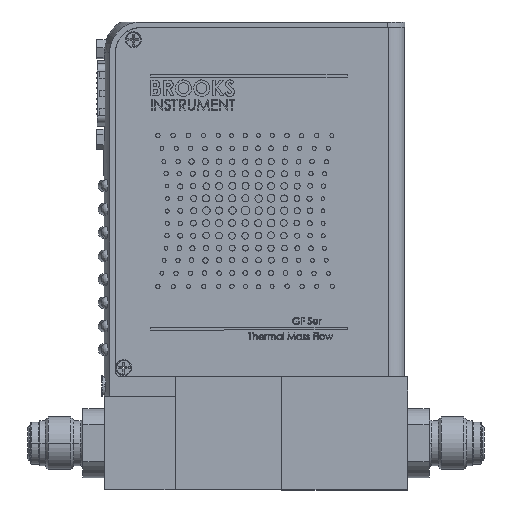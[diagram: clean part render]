
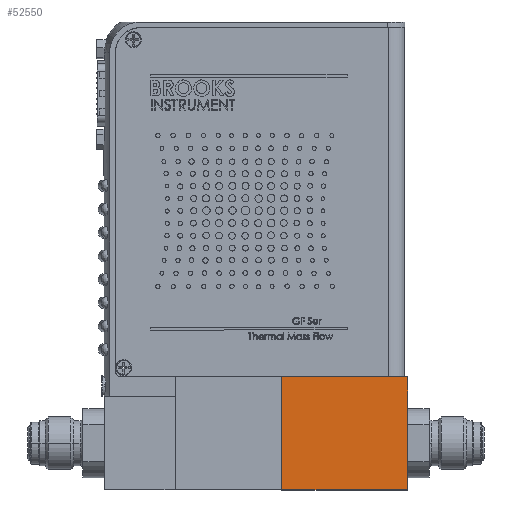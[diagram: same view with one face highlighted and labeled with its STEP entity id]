
A CAD part, top view. The second image highlights one B-rep face of the part: STEP entity #52550.
In plain terms, the highlighted planar face has unit normal (0, 0, 1).
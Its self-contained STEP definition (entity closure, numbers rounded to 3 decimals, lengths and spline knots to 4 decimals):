
#1472 = CARTESIAN_POINT ( 'NONE',  ( -0.3191, 1.0253, 0.56 ) ) ;
#1727 = DIRECTION ( 'NONE',  ( 1., 0., 0. ) ) ;
#3614 = VECTOR ( 'NONE', #28931, 39.3701 ) ;
#4529 = LINE ( 'NONE', #59001, #62886 ) ;
#4729 = AXIS2_PLACEMENT_3D ( 'NONE', #67797, #32855, #73690 ) ;
#5364 = EDGE_CURVE ( 'NONE', #30195, #47601, #11809, .T. ) ;
#11809 = LINE ( 'NONE', #26735, #58364 ) ;
#17338 = ORIENTED_EDGE ( 'NONE', *, *, #49556, .F. ) ;
#18056 = CARTESIAN_POINT ( 'NONE',  ( 1.0259, -0.1817, 0.56 ) ) ;
#19002 = LINE ( 'NONE', #52169, #3614 ) ;
#19368 = CARTESIAN_POINT ( 'NONE',  ( -0.3191, 1.0253, 0.56 ) ) ;
#21117 = PLANE ( 'NONE',  #4729 ) ;
#26735 = CARTESIAN_POINT ( 'NONE',  ( -0.3191, 1.0253, 0.56 ) ) ;
#28931 = DIRECTION ( 'NONE',  ( 1., 0., 0. ) ) ;
#30195 = VERTEX_POINT ( 'NONE', #19368 ) ;
#31434 = FACE_OUTER_BOUND ( 'NONE', #65991, .T. ) ;
#32183 = ORIENTED_EDGE ( 'NONE', *, *, #61335, .T. ) ;
#32557 = CARTESIAN_POINT ( 'NONE',  ( -0.3191, -0.1817, 0.56 ) ) ;
#32855 = DIRECTION ( 'NONE',  ( 0., 0., -1. ) ) ;
#33187 = VERTEX_POINT ( 'NONE', #18056 ) ;
#34874 = ORIENTED_EDGE ( 'NONE', *, *, #5364, .T. ) ;
#35753 = DIRECTION ( 'NONE',  ( 0., -1., 0. ) ) ;
#40158 = VERTEX_POINT ( 'NONE', #43310 ) ;
#43310 = CARTESIAN_POINT ( 'NONE',  ( 1.0259, 1.0253, 0.56 ) ) ;
#46865 = ORIENTED_EDGE ( 'NONE', *, *, #64284, .F. ) ;
#47601 = VERTEX_POINT ( 'NONE', #32557 ) ;
#49556 = EDGE_CURVE ( 'NONE', #40158, #33187, #4529, .T. ) ;
#51521 = VECTOR ( 'NONE', #1727, 39.3701 ) ;
#52169 = CARTESIAN_POINT ( 'NONE',  ( -0.3191, -0.1817, 0.56 ) ) ;
#52550 = ADVANCED_FACE ( 'NONE', ( #31434 ), #21117, .F. ) ;
#55859 = DIRECTION ( 'NONE',  ( 0., -1., 0. ) ) ;
#58364 = VECTOR ( 'NONE', #55859, 39.3701 ) ;
#59001 = CARTESIAN_POINT ( 'NONE',  ( 1.0259, 1.0253, 0.56 ) ) ;
#61335 = EDGE_CURVE ( 'NONE', #47601, #33187, #19002, .T. ) ;
#62886 = VECTOR ( 'NONE', #35753, 39.3701 ) ;
#64284 = EDGE_CURVE ( 'NONE', #30195, #40158, #67006, .T. ) ;
#65991 = EDGE_LOOP ( 'NONE', ( #32183, #17338, #46865, #34874 ) ) ;
#67006 = LINE ( 'NONE', #1472, #51521 ) ;
#67797 = CARTESIAN_POINT ( 'NONE',  ( -0.3191, 1.0253, 0.56 ) ) ;
#73690 = DIRECTION ( 'NONE',  ( -1., 0., 0. ) ) ;
